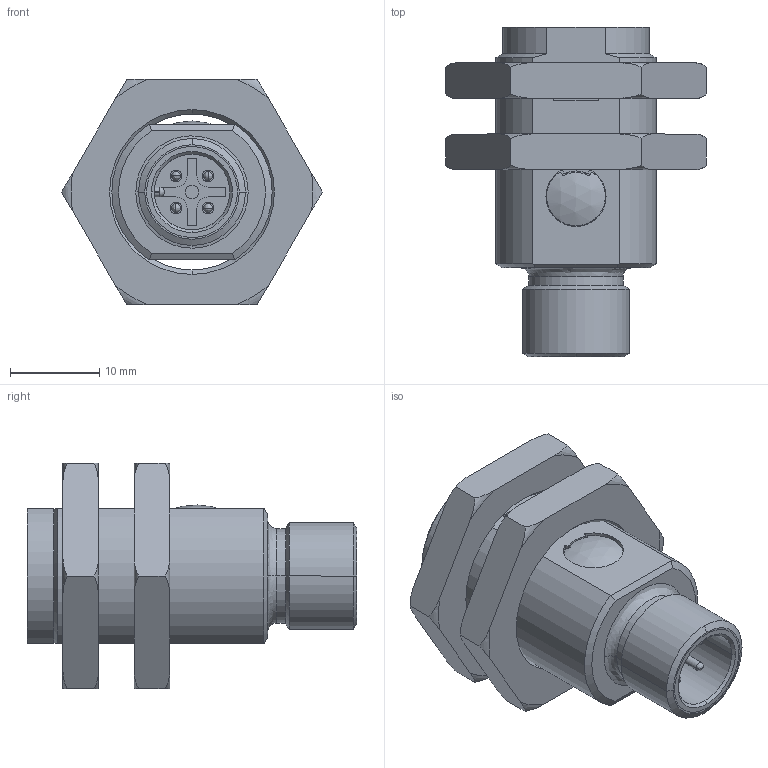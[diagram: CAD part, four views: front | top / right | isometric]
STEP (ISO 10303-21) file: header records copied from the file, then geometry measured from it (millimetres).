
FILE_DESCRIPTION (( 'STEP AP214' ), '1' );
FILE_NAME ('LHR-M18MA-TMS-603.STEP', '2021-12-15T10:25:36', ( '' ), ( '' ), 'SwSTEP 2.0', 'SolidWorks 2021', '' );
FILE_SCHEMA (( 'AUTOMOTIVE_DESIGN' ));
Length unit declared in the file: inch
Products named in the file (1): LHR-M18MA-TMS-603
Bounding box: 29.28 x 37 x 25.36 mm (x, y, z)
Volume: 9365.8 mm3; surface area: 4991.4 mm2
Topology: 3 solids, 3 shells, 177 faces, 454 edges, 293 vertices
Faces by surface type: plane 66, cylinder 50, torus 25, cone 22, bspline 13, sphere 1
Entity records: 6608 total; most frequent: CARTESIAN_POINT 2346, ORIENTED_EDGE 892, DIRECTION 845, EDGE_CURVE 446, AXIS2_PLACEMENT_3D 320, VERTEX_POINT 293, LINE 205, VECTOR 205
